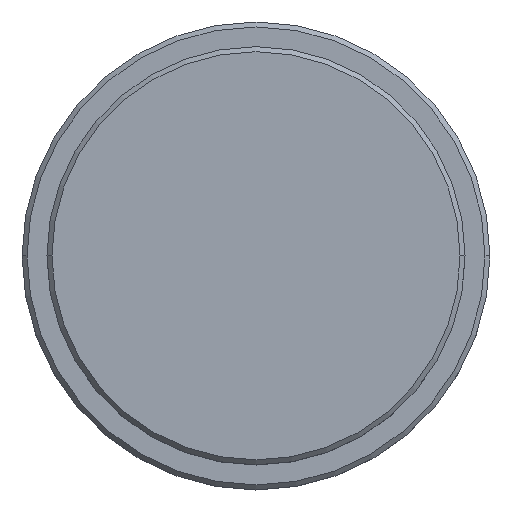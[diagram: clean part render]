
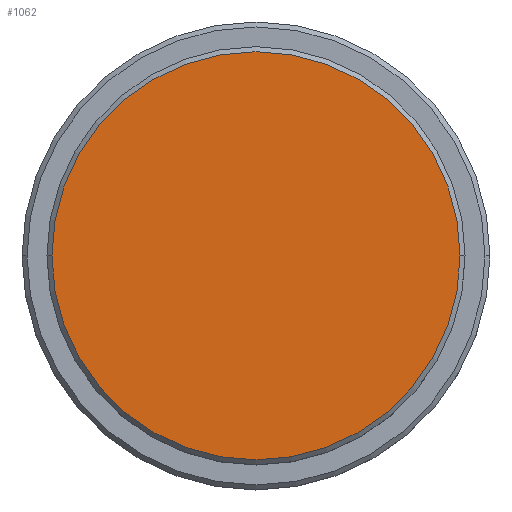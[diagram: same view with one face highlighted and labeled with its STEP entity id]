
A CAD part, top view. The second image highlights one B-rep face of the part: STEP entity #1062.
In plain terms, the highlighted planar face has unit normal (0, 0, 1).
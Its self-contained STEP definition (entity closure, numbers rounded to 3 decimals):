
#4 = CARTESIAN_POINT ( 'NONE',  ( 0., 0., 0. ) ) ;
#44 = DIRECTION ( 'NONE',  ( 1., 0., 0. ) ) ;
#148 = PLANE ( 'NONE',  #496 ) ;
#193 = CARTESIAN_POINT ( 'NONE',  ( 0., 0., 0. ) ) ;
#314 = DIRECTION ( 'NONE',  ( 0., 0., 1. ) ) ;
#496 = AXIS2_PLACEMENT_3D ( 'NONE', #592, #789, #44 ) ;
#539 = CIRCLE ( 'NONE', #795, 20.5 ) ;
#592 = CARTESIAN_POINT ( 'NONE',  ( 0., 0., 0. ) ) ;
#628 = CARTESIAN_POINT ( 'NONE',  ( 20.5, 0., 0. ) ) ;
#676 = EDGE_LOOP ( 'NONE', ( #1398, #1317 ) ) ;
#678 = EDGE_CURVE ( 'NONE', #1320, #786, #539, .T. ) ;
#695 = FACE_OUTER_BOUND ( 'NONE', #676, .T. ) ;
#703 = CIRCLE ( 'NONE', #929, 20.5 ) ;
#786 = VERTEX_POINT ( 'NONE', #628 ) ;
#789 = DIRECTION ( 'NONE',  ( 0., 0., 1. ) ) ;
#794 = CARTESIAN_POINT ( 'NONE',  ( -20.5, 0., 0. ) ) ;
#795 = AXIS2_PLACEMENT_3D ( 'NONE', #193, #314, #856 ) ;
#856 = DIRECTION ( 'NONE',  ( 1., 0., 0. ) ) ;
#870 = DIRECTION ( 'NONE',  ( 1., 0., 0. ) ) ;
#889 = DIRECTION ( 'NONE',  ( 0., 0., 1. ) ) ;
#894 = EDGE_CURVE ( 'NONE', #786, #1320, #703, .T. ) ;
#929 = AXIS2_PLACEMENT_3D ( 'NONE', #4, #889, #870 ) ;
#1062 = ADVANCED_FACE ( 'NONE', ( #695 ), #148, .T. ) ;
#1317 = ORIENTED_EDGE ( 'NONE', *, *, #894, .T. ) ;
#1320 = VERTEX_POINT ( 'NONE', #794 ) ;
#1398 = ORIENTED_EDGE ( 'NONE', *, *, #678, .T. ) ;
